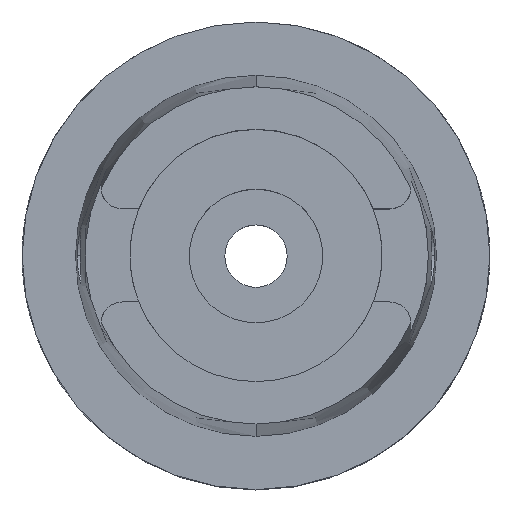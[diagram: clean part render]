
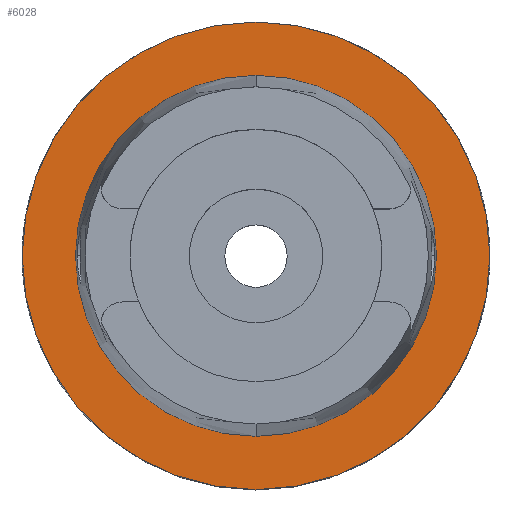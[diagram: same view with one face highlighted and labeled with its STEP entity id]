
A CAD part, top view. The second image highlights one B-rep face of the part: STEP entity #6028.
In plain terms, the highlighted planar face has unit normal (0, 0, 1).
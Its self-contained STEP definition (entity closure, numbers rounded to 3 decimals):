
#3087=CARTESIAN_POINT('',(0.,0.,0.));
#3088=DIRECTION('',(0.,0.,-1.));
#3089=DIRECTION('',(0.,-1.,0.));
#3090=AXIS2_PLACEMENT_3D('',#3087,#3088,#3089);
#3095=CARTESIAN_POINT('',(0.,0.,0.));
#3096=DIRECTION('',(0.,0.,-1.));
#3097=DIRECTION('',(0.,1.,0.));
#3098=AXIS2_PLACEMENT_3D('',#3095,#3096,#3097);
#3103=CARTESIAN_POINT('',(0.,0.,0.));
#3104=DIRECTION('',(0.,0.,1.));
#3105=DIRECTION('',(0.,-1.,0.));
#3106=AXIS2_PLACEMENT_3D('',#3103,#3104,#3105);
#3111=CARTESIAN_POINT('',(0.,0.,0.));
#3112=DIRECTION('',(0.,0.,1.));
#3113=DIRECTION('',(0.,1.,0.));
#3114=AXIS2_PLACEMENT_3D('',#3111,#3112,#3113);
#3479=CARTESIAN_POINT('',(0.,-24.315,0.));
#3480=VERTEX_POINT('',#3479);
#3481=CARTESIAN_POINT('',(0.,24.315,0.));
#3482=VERTEX_POINT('',#3481);
#3883=CARTESIAN_POINT('',(0.,31.5,0.));
#3884=VERTEX_POINT('',#3883);
#3885=CARTESIAN_POINT('',(0.,-31.5,0.));
#3886=VERTEX_POINT('',#3885);
#6015=CARTESIAN_POINT('',(0.,0.,0.));
#6016=DIRECTION('',(0.,0.,1.));
#6017=DIRECTION('',(0.,1.,0.));
#6018=AXIS2_PLACEMENT_3D('',#6015,#6016,#6017);
#6019=PLANE('',#6018);
#6020=ORIENTED_EDGE('',*,*,#5997,.T.);
#6021=ORIENTED_EDGE('',*,*,#5888,.T.);
#6022=EDGE_LOOP('',(#6020,#6021));
#6023=FACE_OUTER_BOUND('',#6022,.F.);
#6024=ORIENTED_EDGE('',*,*,#4066,.T.);
#6025=ORIENTED_EDGE('',*,*,#4022,.T.);
#6026=EDGE_LOOP('',(#6024,#6025));
#6027=FACE_BOUND('',#6026,.F.);
#3091=CIRCLE('',#3090,31.5);
#3099=CIRCLE('',#3098,31.5);
#3107=CIRCLE('',#3106,24.315);
#3115=CIRCLE('',#3114,24.315);
#4022=EDGE_CURVE('',#3482,#3480,#3115,.T.);
#4066=EDGE_CURVE('',#3480,#3482,#3107,.T.);
#5888=EDGE_CURVE('',#3884,#3886,#3099,.T.);
#5997=EDGE_CURVE('',#3886,#3884,#3091,.T.);
#6028=ADVANCED_FACE('',(#6023,#6027),#6019,.T.);
